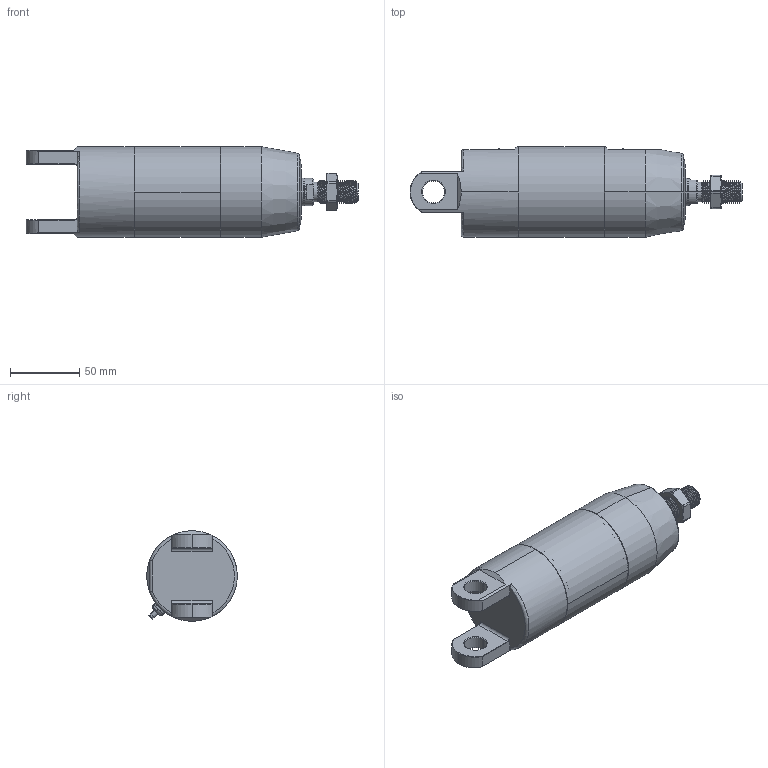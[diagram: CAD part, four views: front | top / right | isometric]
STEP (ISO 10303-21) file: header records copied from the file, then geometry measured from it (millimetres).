
FILE_DESCRIPTION (( 'STEP AP214' ), '1' );
FILE_NAME ('U063 0000 1118.STEP', '2021-05-05T08:51:25', ( '' ), ( '' ), 'SwSTEP 2.0', 'SolidWorks 2019', '' );
FILE_SCHEMA (( 'AUTOMOTIVE_DESIGN' ));
Length unit declared in the file: millimetre
Products named in the file (19): Bolt-DIN912_M12x55; Bremseskrue 63-125; 9063-36JB2_9063-36JB2; 1063-18; Magnet_9363; U063 0000 1118; Bremsepakning_PP2533N3589; Afstryger (32-125)_407287; 9040-01; Oring_ORING 56,87 X 1,78; Oring_ORING 03,80 X 1,25; 9020-34_9020-34-0; Stempeltætning_E46353N3578; 1063-11; Stempelstangsmøtrik_U1905930; 9063-35-R_1063-35-0; Leje_PAP2015P11; 9041-01
Assembly tree (25 placements, depth 3):
  U063 0000 1118
    1063-11
    1063-18
    9020-34_9020-34-0
    9063-35-R_1063-35-0
    Bremseskrue 63-125
      9040-01
      9041-01
      Oring_ORING 03,80 X 1,25
    Bremseskrue 63-125
      9040-01
      9041-01
      Oring_ORING 03,80 X 1,25
    Afstryger (32-125)_407287
    9063-36JB2_9063-36JB2  x2
    Bremsepakning_PP2533N3589  x2
    Stempeltætning_E46353N3578  x2
    Leje_PAP2015P11
    Magnet_9363
    Bolt-DIN912_M12x55
    Oring_ORING 56,87 X 1,78  x2
    Stempelstangsmøtrik_U1905930
Bounding box: 240 x 65.4 x 65.4 mm (x, y, z)
Volume: 519111.7 mm3; surface area: 153965.2 mm2
Topology: 23 solids, 23 shells, 742 faces, 1724 edges, 1069 vertices
Faces by surface type: cylinder 313, plane 187, cone 160, torus 73, bspline 9
Entity records: 33970 total; most frequent: CARTESIAN_POINT 19972, DIRECTION 2786, ORIENTED_EDGE 2784, EDGE_CURVE 1392, AXIS2_PLACEMENT_3D 1144, VERTEX_POINT 868, EDGE_LOOP 668, ADVANCED_FACE 592
